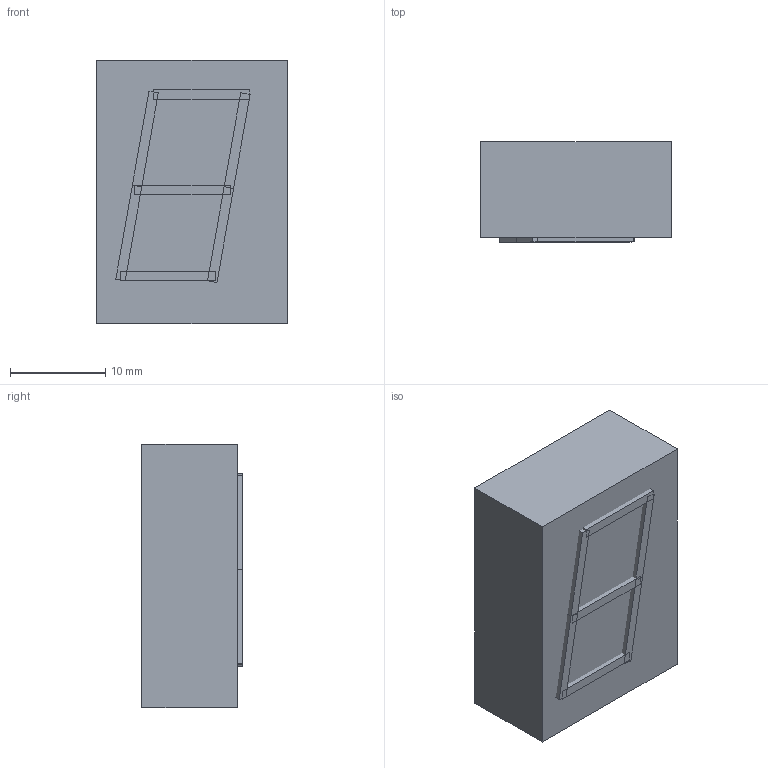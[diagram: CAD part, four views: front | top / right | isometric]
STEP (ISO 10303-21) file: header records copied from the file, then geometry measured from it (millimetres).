
FILE_DESCRIPTION(('FreeCAD Model'),'2;1');
FILE_NAME('Open CASCADE Shape Model','2024-07-19T18:09:20',(''),(''), 'Open CASCADE STEP processor 7.6','FreeCAD','Unknown');
FILE_SCHEMA(('AUTOMOTIVE_DESIGN { 1 0 10303 214 1 1 1 1 }'));
Length unit declared in the file: millimetre
Products named in the file (9): RGB_7seg; Cube007; Cube006; Cube005; Cube004; Cube003; Cube002; Cube001; Cube
Assembly tree (8 placements, depth 2):
  RGB_7seg
    Cube007
    Cube006
    Cube005
    Cube004
    Cube003
    Cube002
    Cube001
    Cube
Bounding box: 20 x 10.5 x 27.6 mm (x, y, z)
Volume: 5800 mm3; surface area: 2812 mm2
Topology: 8 solids, 8 shells, 48 faces, 96 edges, 64 vertices
Faces by surface type: plane 48
Entity records: 1442 total; most frequent: CARTESIAN_POINT 217, DIRECTION 210, ORIENTED_EDGE 192, EDGE_CURVE 96, LINE 96, VECTOR 96, VERTEX_POINT 64, AXIS2_PLACEMENT_3D 57
